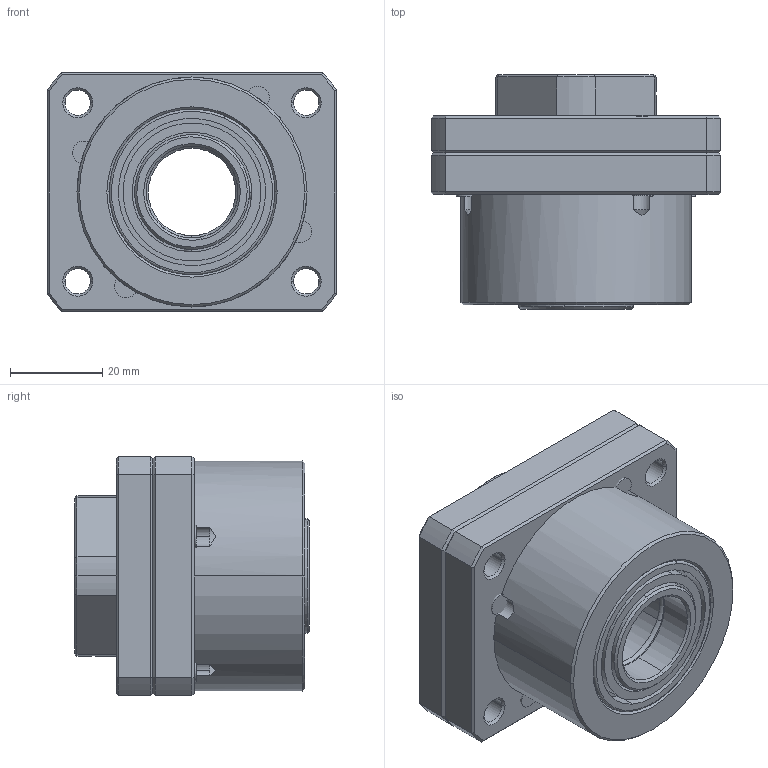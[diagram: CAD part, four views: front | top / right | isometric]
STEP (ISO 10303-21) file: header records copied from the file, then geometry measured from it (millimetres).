
FILE_DESCRIPTION (( 'STEP AP203' ), '1' );
FILE_NAME ('FKA20L ²Õ¦X¹ÏA.STEP', '2017-12-28T05:44:48', ( '' ), ( '' ), 'SwSTEP 2.0', 'SolidWorks 2017', '' );
FILE_SCHEMA (( 'CONFIG_CONTROL_DESIGN' ));
Length unit declared in the file: millimetre
Products named in the file (1): FKA20L 組合圖A
Bounding box: 63 x 51 x 52 mm (x, y, z)
Surface area: 26785.8 mm2 (no closed solid volume)
Topology: 0 solids, 17 shells, 252 faces, 647 edges, 409 vertices
Faces by surface type: cylinder 89, plane 83, cone 66, torus 10, bspline 4
Entity records: 8160 total; most frequent: CARTESIAN_POINT 1927, DIRECTION 1368, ORIENTED_EDGE 1161, EDGE_CURVE 647, AXIS2_PLACEMENT_3D 548, VERTEX_POINT 409, CIRCLE 299, EDGE_LOOP 290
